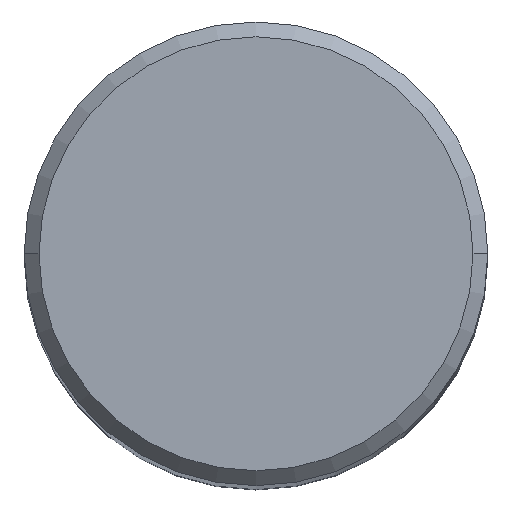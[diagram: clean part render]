
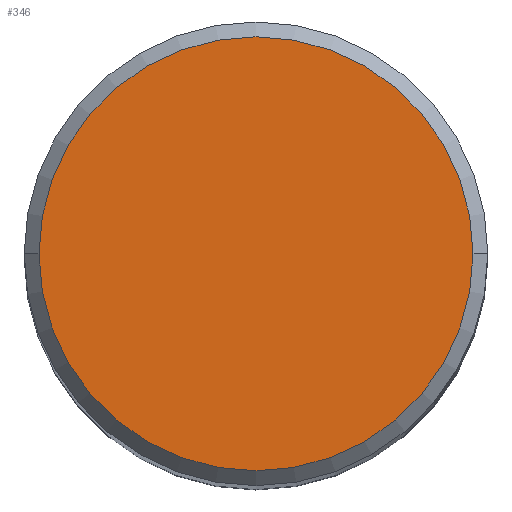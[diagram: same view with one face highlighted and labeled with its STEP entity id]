
A CAD part, top view. The second image highlights one B-rep face of the part: STEP entity #346.
In plain terms, the highlighted planar face has unit normal (0, 0, 1).
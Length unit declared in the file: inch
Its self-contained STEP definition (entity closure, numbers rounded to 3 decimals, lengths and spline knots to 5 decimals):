
#24 = DIRECTION ( 'NONE',  ( 1., 0., 0. ) ) ;
#53 = CARTESIAN_POINT ( 'NONE',  ( 0., 0., 0. ) ) ;
#58 = DIRECTION ( 'NONE',  ( -1., 0., 0. ) ) ;
#61 = DIRECTION ( 'NONE',  ( 0., 0., 1. ) ) ;
#95 = CARTESIAN_POINT ( 'NONE',  ( 0., 0.2925, 0. ) ) ;
#139 = CARTESIAN_POINT ( 'NONE',  ( 0., 0., 0. ) ) ;
#165 = DIRECTION ( 'NONE',  ( 0., 0., 1. ) ) ;
#176 = DIRECTION ( 'NONE',  ( 1., 0., 0. ) ) ;
#188 = ORIENTED_EDGE ( 'NONE', *, *, #379, .T. ) ;
#194 = CARTESIAN_POINT ( 'NONE',  ( -0.2925, 0., 0. ) ) ;
#202 = PLANE ( 'NONE',  #375 ) ;
#239 = VERTEX_POINT ( 'NONE', #376 ) ;
#243 = VERTEX_POINT ( 'NONE', #194 ) ;
#254 = CIRCLE ( 'NONE', #352, 0.2925 ) ;
#308 = CIRCLE ( 'NONE', #361, 0.2925 ) ;
#310 = DIRECTION ( 'NONE',  ( 0., 0., -1. ) ) ;
#313 = FACE_OUTER_BOUND ( 'NONE', #399, .T. ) ;
#346 = ADVANCED_FACE ( 'NONE', ( #313 ), #202, .F. ) ;
#352 = AXIS2_PLACEMENT_3D ( 'NONE', #139, #165, #176 ) ;
#361 = AXIS2_PLACEMENT_3D ( 'NONE', #53, #61, #24 ) ;
#375 = AXIS2_PLACEMENT_3D ( 'NONE', #95, #310, #58 ) ;
#376 = CARTESIAN_POINT ( 'NONE',  ( 0.2925, 0., 0. ) ) ;
#379 = EDGE_CURVE ( 'NONE', #243, #239, #308, .T. ) ;
#380 = EDGE_CURVE ( 'NONE', #239, #243, #254, .T. ) ;
#399 = EDGE_LOOP ( 'NONE', ( #188, #445 ) ) ;
#445 = ORIENTED_EDGE ( 'NONE', *, *, #380, .T. ) ;
